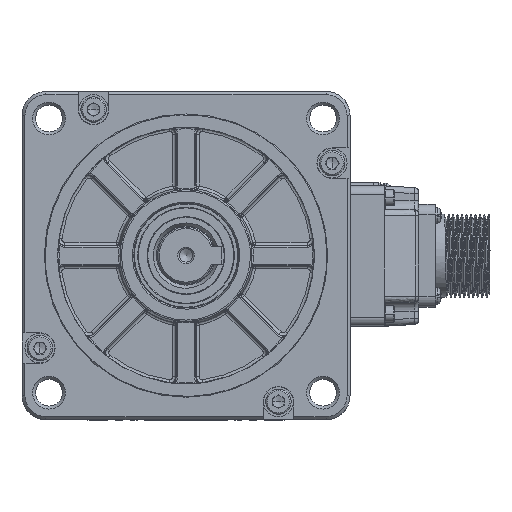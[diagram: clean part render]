
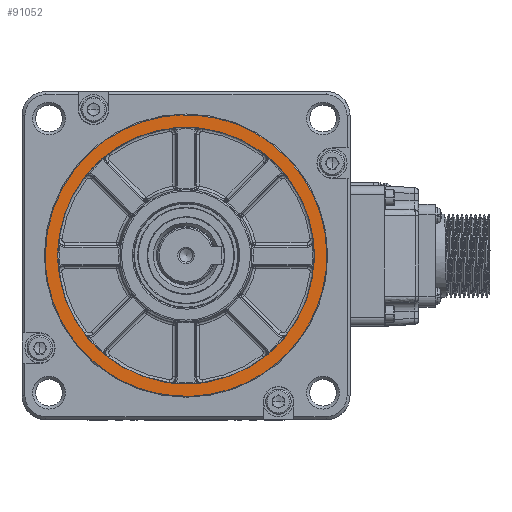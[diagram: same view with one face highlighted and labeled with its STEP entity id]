
A CAD part, top view. The second image highlights one B-rep face of the part: STEP entity #91052.
In plain terms, the highlighted planar face has unit normal (0, 0, 1).
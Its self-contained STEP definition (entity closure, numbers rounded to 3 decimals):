
#89482=CARTESIAN_POINT('',(-65.384,180.61,-260.));
#89483=VERTEX_POINT('',#89482);
#89493=CARTESIAN_POINT('',(-65.384,180.61,-260.));
#89494=CARTESIAN_POINT('',(-65.384,227.81,-260.));
#89495=CARTESIAN_POINT('',(-18.184,227.81,-260.));
#89496=CARTESIAN_POINT('',(29.016,227.81,-260.));
#89497=CARTESIAN_POINT('',(29.016,180.61,-260.));
#89498=CARTESIAN_POINT('',(29.016,175.961,-260.));
#89499=CARTESIAN_POINT('',(28.109,171.401,-260.));
#89500=CARTESIAN_POINT('',(27.202,166.842,-260.));
#89501=CARTESIAN_POINT('',(25.423,162.547,-260.));
#89502=CARTESIAN_POINT('',(23.644,158.252,-260.));
#89503=CARTESIAN_POINT('',(21.061,154.387,-260.));
#89504=CARTESIAN_POINT('',(18.479,150.521,-260.));
#89505=CARTESIAN_POINT('',(15.191,147.234,-260.));
#89506=CARTESIAN_POINT('',(11.904,143.947,-260.));
#89507=CARTESIAN_POINT('',(8.039,141.364,-260.));
#89508=CARTESIAN_POINT('',(4.174,138.782,-260.));
#89509=CARTESIAN_POINT('',(-0.121,137.003,-260.));
#89510=CARTESIAN_POINT('',(-4.416,135.224,-260.));
#89511=CARTESIAN_POINT('',(-8.976,134.317,-260.));
#89512=CARTESIAN_POINT('',(-13.535,133.41,-260.));
#89513=CARTESIAN_POINT('',(-18.184,133.41,-260.));
#89514=CARTESIAN_POINT('',(-22.833,133.41,-260.));
#89515=CARTESIAN_POINT('',(-27.392,134.317,-260.));
#89516=CARTESIAN_POINT('',(-31.952,135.224,-260.));
#89517=CARTESIAN_POINT('',(-36.247,137.003,-260.));
#89518=CARTESIAN_POINT('',(-40.542,138.782,-260.));
#89519=CARTESIAN_POINT('',(-44.407,141.364,-260.));
#89520=CARTESIAN_POINT('',(-48.272,143.947,-260.));
#89521=CARTESIAN_POINT('',(-51.559,147.234,-260.));
#89522=CARTESIAN_POINT('',(-54.847,150.521,-260.));
#89523=CARTESIAN_POINT('',(-57.429,154.387,-260.));
#89524=CARTESIAN_POINT('',(-60.012,158.252,-260.));
#89525=CARTESIAN_POINT('',(-61.791,162.547,-260.));
#89526=CARTESIAN_POINT('',(-63.57,166.842,-260.));
#89527=CARTESIAN_POINT('',(-64.477,171.401,-260.));
#89528=CARTESIAN_POINT('',(-65.384,175.961,-260.));
#89529=CARTESIAN_POINT('',(-65.384,180.61,-260.));
#89530=(BOUNDED_CURVE()B_SPLINE_CURVE(2,(#89493,#89494,#89495,#89496,#89497,#89498,#89499,#89500,#89501,#89502,#89503,#89504,#89505,#89506,#89507,#89508,#89509,#89510,#89511,#89512,#89513,#89514,#89515,#89516,#89517,#89518,#89519,#89520,#89521,#89522,#89523,#89524,#89525,#89526,#89527,#89528,#89529),.UNSPECIFIED.,.T.,.U.)B_SPLINE_CURVE_WITH_KNOTS((3,2,2,2,2,2,2,2,2,2,2,2,2,2,2,2,2,2,3),(0.,0.5,1.,1.07,1.139,1.209,1.279,1.348,1.418,1.488,1.557,1.627,1.696,1.766,1.836,1.905,1.975,2.045,2.114),.UNSPECIFIED.)CURVE()GEOMETRIC_REPRESENTATION_ITEM()RATIONAL_B_SPLINE_CURVE((1.,0.707,1.,0.707,1.,1.,1.,1.,1.,1.,1.,1.,1.,1.,1.,1.,1.,1.,1.,1.,1.,1.,1.,1.,1.,1.,1.,1.,1.,1.,1.,1.,1.,1.,1.,1.,1.))REPRESENTATION_ITEM(''));
#89531=EDGE_CURVE('',#89483,#89483,#89530,.T.);
#90995=CARTESIAN_POINT('',(-18.184,180.61,-260.));
#90996=DIRECTION('',(1.,0.,0.));
#90997=DIRECTION('',(0.,0.,1.));
#90998=AXIS2_PLACEMENT_3D('',#90995,#90997,#90996);
#90999=PLANE('',#90998);
#91000=ORIENTED_EDGE('',*,*,#89531,.F.);
#91001=EDGE_LOOP('',(#91000));
#91002=FACE_OUTER_BOUND('',#91001,.T.);
#91003=CARTESIAN_POINT('',(-61.184,180.61,-260.));
#91004=VERTEX_POINT('',#91003);
#91005=CARTESIAN_POINT('',(24.816,180.61,-260.));
#91006=VERTEX_POINT('',#91005);
#91007=CARTESIAN_POINT('',(-61.184,180.61,-260.));
#91008=CARTESIAN_POINT('',(-61.184,184.845,-260.));
#91009=CARTESIAN_POINT('',(-60.358,188.999,-260.));
#91010=CARTESIAN_POINT('',(-59.532,193.152,-260.));
#91011=CARTESIAN_POINT('',(-57.911,197.065,-260.));
#91012=CARTESIAN_POINT('',(-56.29,200.978,-260.));
#91013=CARTESIAN_POINT('',(-53.937,204.499,-260.));
#91014=CARTESIAN_POINT('',(-51.584,208.021,-260.));
#91015=CARTESIAN_POINT('',(-48.59,211.015,-260.));
#91016=CARTESIAN_POINT('',(-45.595,214.01,-260.));
#91017=CARTESIAN_POINT('',(-42.074,216.363,-260.));
#91018=CARTESIAN_POINT('',(-38.552,218.716,-260.));
#91019=CARTESIAN_POINT('',(-34.639,220.336,-260.));
#91020=CARTESIAN_POINT('',(-30.727,221.957,-260.));
#91021=CARTESIAN_POINT('',(-26.573,222.783,-260.));
#91022=CARTESIAN_POINT('',(-22.419,223.61,-260.));
#91023=CARTESIAN_POINT('',(-18.184,223.61,-260.));
#91024=CARTESIAN_POINT('',(-13.949,223.61,-260.));
#91025=CARTESIAN_POINT('',(-9.795,222.783,-260.));
#91026=CARTESIAN_POINT('',(-5.641,221.957,-260.));
#91027=CARTESIAN_POINT('',(-1.729,220.336,-260.));
#91028=CARTESIAN_POINT('',(2.184,218.716,-260.));
#91029=CARTESIAN_POINT('',(5.705,216.363,-260.));
#91030=CARTESIAN_POINT('',(9.227,214.01,-260.));
#91031=CARTESIAN_POINT('',(12.222,211.015,-260.));
#91032=CARTESIAN_POINT('',(15.216,208.021,-260.));
#91033=CARTESIAN_POINT('',(17.569,204.499,-260.));
#91034=CARTESIAN_POINT('',(19.922,200.978,-260.));
#91035=CARTESIAN_POINT('',(21.543,197.065,-260.));
#91036=CARTESIAN_POINT('',(23.163,193.152,-260.));
#91037=CARTESIAN_POINT('',(23.99,188.999,-260.));
#91038=CARTESIAN_POINT('',(24.816,184.845,-260.));
#91039=CARTESIAN_POINT('',(24.816,180.61,-260.));
#91040=B_SPLINE_CURVE_WITH_KNOTS('',2,(#91007,#91008,#91009,#91010,#91011,#91012,#91013,#91014,#91015,#91016,#91017,#91018,#91019,#91020,#91021,#91022,#91023,#91024,#91025,#91026,#91027,#91028,#91029,#91030,#91031,#91032,#91033,#91034,#91035,#91036,#91037,#91038,#91039),.UNSPECIFIED.,.F.,.U.,(3,2,2,2,2,2,2,2,2,2,2,2,2,2,2,2,3),(0.5,0.531,0.563,0.594,0.625,0.656,0.688,0.719,0.75,0.781,0.813,0.844,0.875,0.906,0.938,0.969,1.),.UNSPECIFIED.);
#91041=EDGE_CURVE('',#91004,#91006,#91040,.T.);
#91042=ORIENTED_EDGE('',*,*,#91041,.T.);
#91043=CARTESIAN_POINT('',(-18.184,180.61,-260.));
#91044=DIRECTION('',(1.,0.,0.));
#91045=DIRECTION('',(0.,0.,-1.));
#91046=AXIS2_PLACEMENT_3D('',#91043,#91045,#91044);
#91047=CIRCLE('',#91046,43.);
#91048=EDGE_CURVE('',#91006,#91004,#91047,.T.);
#91049=ORIENTED_EDGE('',*,*,#91048,.T.);
#91050=EDGE_LOOP('',(#91042,#91049));
#91051=FACE_BOUND('',#91050,.T.);
#91052=ADVANCED_FACE('',(#91002,#91051),#90999,.T.);
